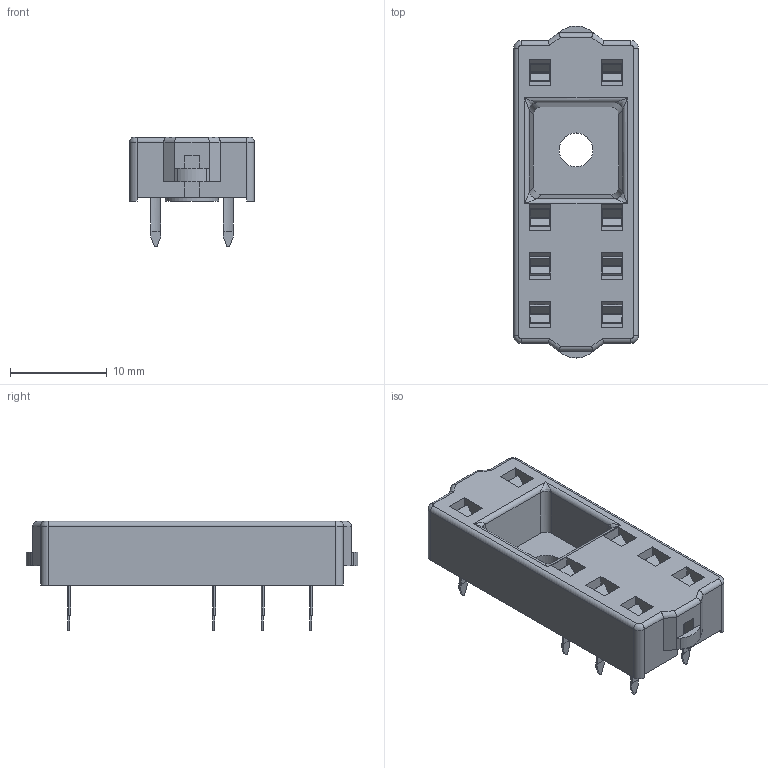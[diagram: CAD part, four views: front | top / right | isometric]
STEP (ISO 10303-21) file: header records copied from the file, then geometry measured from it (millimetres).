
FILE_DESCRIPTION (( 'STEP AP214' ), '1' );
FILE_NAME ('PW80.STEP', '2014-09-19T06:10:57', ( '' ), ( '' ), 'SwSTEP 2.0', 'SolidWorks 2012', '' );
FILE_SCHEMA (( 'AUTOMOTIVE_DESIGN' ));
Length unit declared in the file: millimetre
Products named in the file (1): PW80
Bounding box: 12.9 x 34.3 x 11.3 mm (x, y, z)
Volume: 1672.8 mm3; surface area: 2640.1 mm2
Topology: 1 solids, 1 shells, 560 faces, 1598 edges, 1036 vertices
Faces by surface type: plane 472, cylinder 78, torus 4, bspline 4, cone 2
Entity records: 24190 total; most frequent: CARTESIAN_POINT 3415, ORIENTED_EDGE 3188, DIRECTION 2848, EDGE_CURVE 1594, LINE 1398, VECTOR 1398, VERTEX_POINT 1036, AXIS2_PLACEMENT_3D 725
